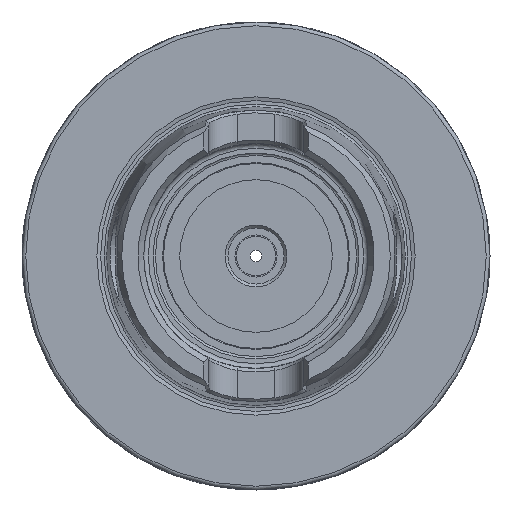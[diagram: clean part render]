
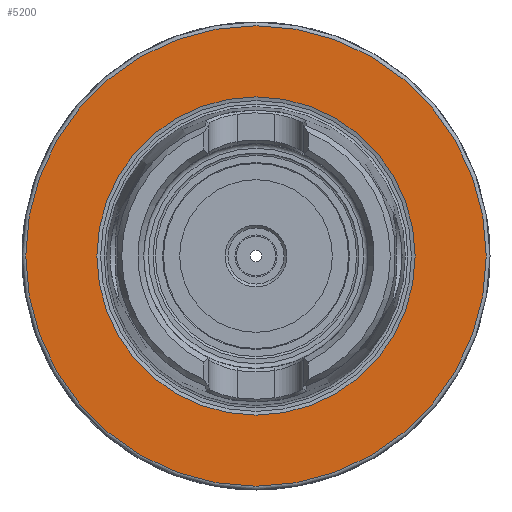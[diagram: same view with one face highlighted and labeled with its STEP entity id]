
A CAD part, left-side view. The second image highlights one B-rep face of the part: STEP entity #5200.
In plain terms, the highlighted planar face has unit normal (-1, 0, 0).
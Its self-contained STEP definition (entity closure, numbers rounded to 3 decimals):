
#5166=CARTESIAN_POINT('',(0.0,34.,0.0));
#5167=VERTEX_POINT('',#5166);
#5168=CARTESIAN_POINT('',(0.0,0.0,0.0));
#5169=DIRECTION('',(1.0,0.0,0.0));
#5170=DIRECTION('',(0.0,1.0,0.0));
#5171=AXIS2_PLACEMENT_3D('',#5168,#5169,#5170);
#5172=CIRCLE('',#5171,34.);
#5173=EDGE_CURVE('',#5167,#5167,#5172,.T.);
#5181=CARTESIAN_POINT('',(0.,41.6,0.0));
#5182=DIRECTION('',(-1.0,0.0,0.0));
#5183=DIRECTION('',(0.0,0.0,1.0));
#5184=AXIS2_PLACEMENT_3D('',#5181,#5182,#5183);
#5185=PLANE('',#5184);
#5186=CARTESIAN_POINT('',(0.,49.2,0.0));
#5187=VERTEX_POINT('',#5186);
#5188=CARTESIAN_POINT('',(0.,0.0,0.0));
#5189=DIRECTION('',(1.0,0.0,0.0));
#5190=DIRECTION('',(0.0,1.0,0.0));
#5191=AXIS2_PLACEMENT_3D('',#5188,#5189,#5190);
#5192=CIRCLE('',#5191,49.2);
#5193=EDGE_CURVE('',#5187,#5187,#5192,.T.);
#5194=ORIENTED_EDGE('',*,*,#5193,.F.);
#5195=EDGE_LOOP('',(#5194));
#5196=FACE_OUTER_BOUND('',#5195,.T.);
#5197=ORIENTED_EDGE('',*,*,#5173,.T.);
#5198=EDGE_LOOP('',(#5197));
#5199=FACE_BOUND('',#5198,.T.);
#5200=ADVANCED_FACE('',(#5196,#5199),#5185,.T.);
